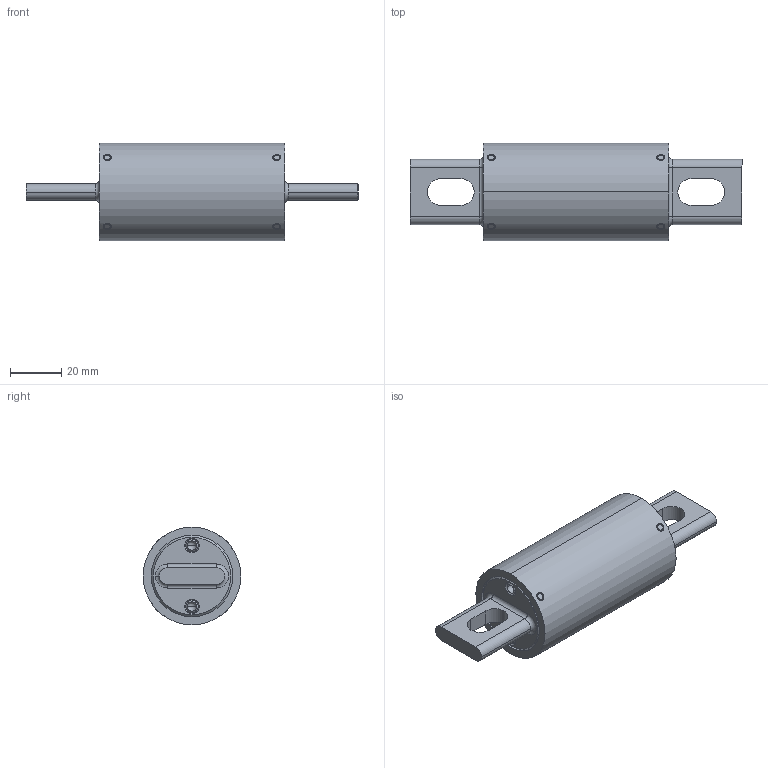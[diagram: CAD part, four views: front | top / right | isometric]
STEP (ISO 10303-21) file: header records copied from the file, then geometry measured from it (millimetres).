
FILE_DESCRIPTION (( 'STEP AP214' ), '1' );
FILE_NAME ('OUT-1208186.STEP', '2023-06-07T14:32:59', ( '' ), ( '' ), 'SwSTEP 2.0', 'SolidWorks 2021', '' );
FILE_SCHEMA (( 'AUTOMOTIVE_DESIGN' ));
Length unit declared in the file: inch
Products named in the file (1): OUT-1208186
Bounding box: 129.39 x 38.1 x 38.1 mm (x, y, z)
Volume: 43590.9 mm3; surface area: 27149.2 mm2
Topology: 15 solids, 15 shells, 348 faces, 728 edges, 404 vertices
Faces by surface type: bspline 96, cylinder 94, cone 80, plane 56, sphere 16, torus 6
Entity records: 21964 total; most frequent: CARTESIAN_POINT 10593, ORIENTED_EDGE 1360, DIRECTION 1240, EDGE_CURVE 680, AXIS2_PLACEMENT_3D 499, EDGE_LOOP 404, VERTEX_POINT 388, DIMENSIONAL_EXPONENTS 365
